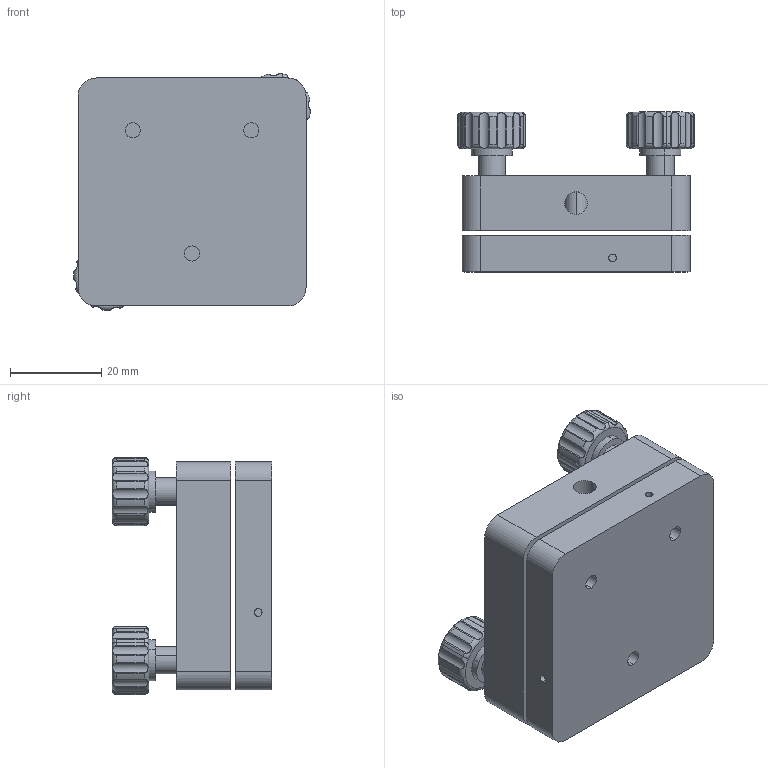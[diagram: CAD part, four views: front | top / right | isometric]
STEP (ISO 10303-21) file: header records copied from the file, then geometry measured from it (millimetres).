
FILE_DESCRIPTION (( 'STEP AP203' ), '1' );
FILE_NAME ('03PRT-4M.STEP', '2016-02-23T01:07:01', ( '' ), ( '' ), 'SwSTEP 2.0', 'SolidWorks 2016', '' );
FILE_SCHEMA (( 'CONFIG_CONTROL_DESIGN' ));
Length unit declared in the file: millimetre
Products named in the file (1): 03PRT-4M
Bounding box: 51.97 x 35 x 51.97 mm (x, y, z)
Surface area: 17705.9 mm2 (no closed solid volume)
Topology: 0 solids, 12 shells, 224 faces, 676 edges, 468 vertices
Faces by surface type: cylinder 159, plane 49, torus 8, bspline 4, cone 4
Entity records: 9928 total; most frequent: CARTESIAN_POINT 3969, ORIENTED_EDGE 1242, DIRECTION 1142, EDGE_CURVE 676, VERTEX_POINT 468, AXIS2_PLACEMENT_3D 437, VECTOR 268, LINE 268
